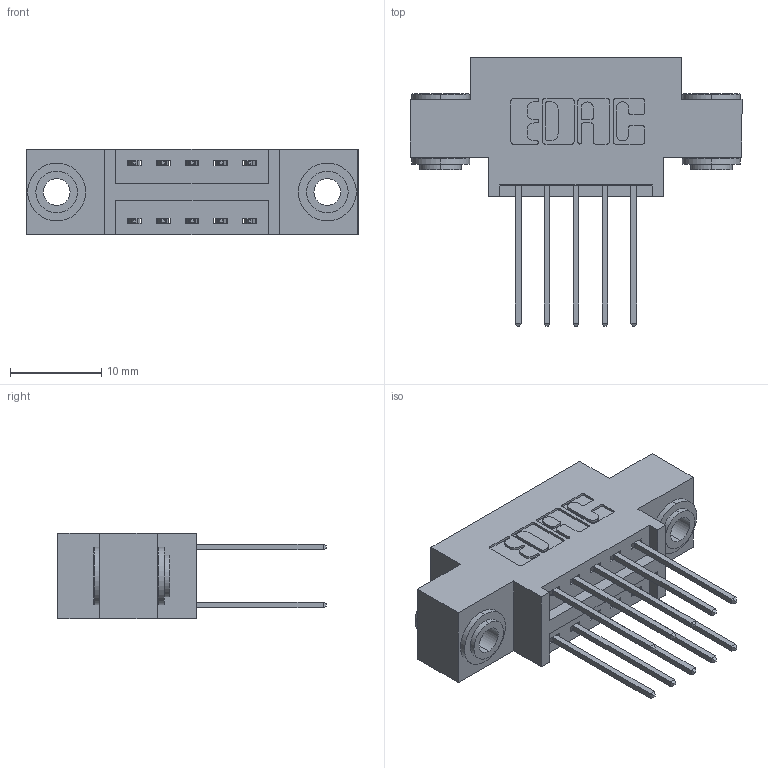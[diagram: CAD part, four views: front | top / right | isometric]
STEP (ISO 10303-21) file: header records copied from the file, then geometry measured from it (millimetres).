
FILE_DESCRIPTION (( 'STEP AP203' ), '1' );
FILE_NAME ('346-010-540-803.STEP', '2022-05-17T17:27:18', ( '' ), ( '' ), 'SwSTEP 2.0', 'SolidWorks 2020', '' );
FILE_SCHEMA (( 'CONFIG_CONTROL_DESIGN' ));
Length unit declared in the file: inch
Products named in the file (4): 346-010-540-803; 345-292-001_345-293-140; 345-250-002_345-250-002-102; 346 Part_0.170 Offset - 0.156 Dia-TH
Assembly tree (13 placements, depth 2):
  346-010-540-803
    346 Part_0.170 Offset - 0.156 Dia-TH
    345-292-001_345-293-140  x10
    345-250-002_345-250-002-102  x2
Bounding box: 36.45 x 29.46 x 9.4 mm (x, y, z)
Volume: 3151.5 mm3; surface area: 4358 mm2
Topology: 13 solids, 13 shells, 698 faces, 2003 edges, 1318 vertices
Faces by surface type: plane 454, cylinder 236, cone 8
Entity records: 9460 total; most frequent: CARTESIAN_POINT 1593, ORIENTED_EDGE 1518, DIRECTION 1485, EDGE_CURVE 759, VECTOR 583, LINE 583, VERTEX_POINT 502, AXIS2_PLACEMENT_3D 451
